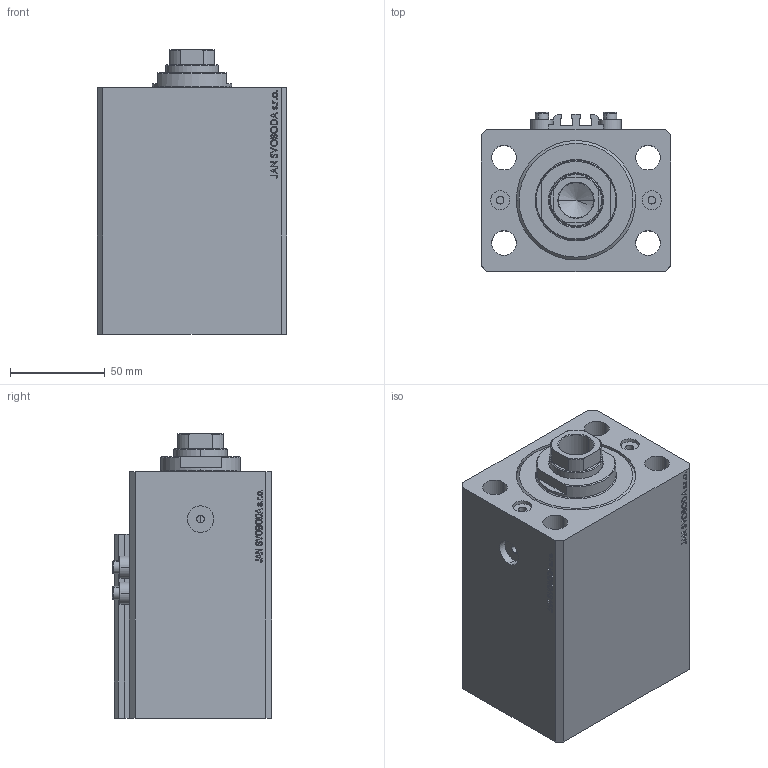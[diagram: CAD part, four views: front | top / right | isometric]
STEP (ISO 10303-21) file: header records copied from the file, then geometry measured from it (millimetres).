
FILE_DESCRIPTION (( 'STEP AP203' ), '1' );
FILE_NAME ('ed1d.STEP', '2023-10-07T14:51:35', ( '' ), ( '' ), 'SwSTEP 2.0', 'SolidWorks 2019', '' );
FILE_SCHEMA (( 'CONFIG_CONTROL_DESIGN' ));
Length unit declared in the file: millimetre
Products named in the file (5): ALLEN BOLT V250CE e771520471d57ed6de375a90c8dbcae4; ed1d; V250CE_C_VCP e771520471d57ed6de375a90c8dbcae4; V250CE_VC_C e771520471d57ed6de375a90c8dbcae4; V250CE_C_Body e771520471d57ed6de375a90c8dbcae4
Assembly tree (7 placements, depth 2):
  ed1d
    V250CE_C_Body e771520471d57ed6de375a90c8dbcae4
    ALLEN BOLT V250CE e771520471d57ed6de375a90c8dbcae4  x4
    V250CE_C_VCP e771520471d57ed6de375a90c8dbcae4
    V250CE_VC_C e771520471d57ed6de375a90c8dbcae4
Bounding box: 100 x 84 x 150 mm (x, y, z)
Volume: 848657 mm3; surface area: 146804.2 mm2
Topology: 8 solids, 8 shells, 1034 faces, 2600 edges, 1701 vertices
Faces by surface type: plane 504, bspline 374, cylinder 86, cone 56, torus 14
Entity records: 47240 total; most frequent: CARTESIAN_POINT 25876, ORIENTED_EDGE 4890, DIRECTION 3035, EDGE_CURVE 2445, VERTEX_POINT 1617, LINE 1487, VECTOR 1487, EDGE_LOOP 1082
